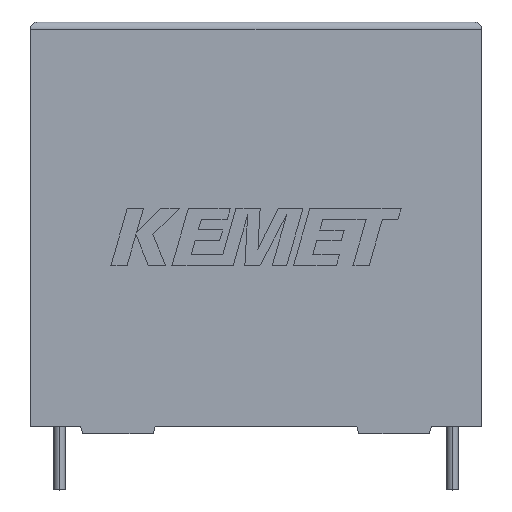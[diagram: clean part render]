
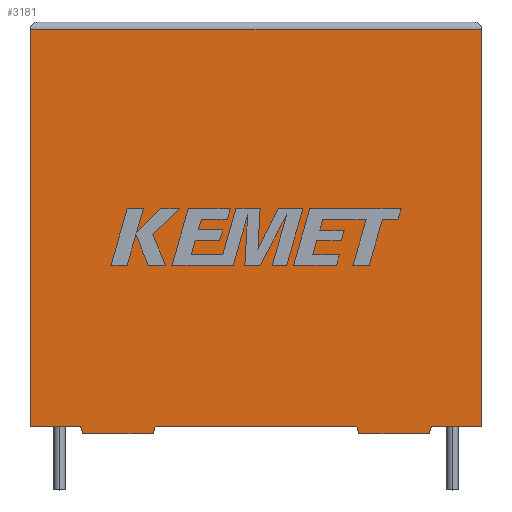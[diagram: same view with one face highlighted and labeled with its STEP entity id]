
A CAD part, top view. The second image highlights one B-rep face of the part: STEP entity #3181.
In plain terms, the highlighted planar face has unit normal (0, 0, 1).
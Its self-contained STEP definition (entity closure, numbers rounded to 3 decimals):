
#21 = VERTEX_POINT ( 'NONE', #1041 ) ;
#93 = DIRECTION ( 'NONE',  ( 1., 0., 0. ) ) ;
#119 = EDGE_CURVE ( 'NONE', #21, #736, #324, .T. ) ;
#157 = LINE ( 'NONE', #2310, #295 ) ;
#184 = CARTESIAN_POINT ( 'NONE',  ( 0., 0., 19.3 ) ) ;
#188 = VECTOR ( 'NONE', #1982, 1000. ) ;
#211 = DIRECTION ( 'NONE',  ( 0.287, 0.958, 0. ) ) ;
#295 = VECTOR ( 'NONE', #1274, 1000. ) ;
#299 = ORIENTED_EDGE ( 'NONE', *, *, #2957, .T. ) ;
#324 = LINE ( 'NONE', #3145, #919 ) ;
#338 = CARTESIAN_POINT ( 'NONE',  ( 32., 0., 19.3 ) ) ;
#355 = VECTOR ( 'NONE', #803, 1000. ) ;
#383 = DIRECTION ( 'NONE',  ( 0., 0., -1. ) ) ;
#406 = VERTEX_POINT ( 'NONE', #2510 ) ;
#490 = VERTEX_POINT ( 'NONE', #523 ) ;
#523 = CARTESIAN_POINT ( 'NONE',  ( 23.3, -0.5, 19.3 ) ) ;
#553 = CARTESIAN_POINT ( 'NONE',  ( 0., 28.2, 19.3 ) ) ;
#659 = CARTESIAN_POINT ( 'NONE',  ( 23.3, -0.5, 19.3 ) ) ;
#721 = CARTESIAN_POINT ( 'NONE',  ( 0., 0., 19.3 ) ) ;
#736 = VERTEX_POINT ( 'NONE', #2878 ) ;
#739 = LINE ( 'NONE', #659, #1657 ) ;
#776 = ORIENTED_EDGE ( 'NONE', *, *, #1384, .T. ) ;
#792 = EDGE_CURVE ( 'NONE', #1458, #2370, #1246, .T. ) ;
#803 = DIRECTION ( 'NONE',  ( -1., 0., 0. ) ) ;
#879 = LINE ( 'NONE', #2383, #2140 ) ;
#880 = EDGE_CURVE ( 'NONE', #2688, #1239, #1105, .T. ) ;
#919 = VECTOR ( 'NONE', #1363, 1000. ) ;
#946 = LINE ( 'NONE', #2750, #1689 ) ;
#970 = EDGE_CURVE ( 'NONE', #1630, #2688, #1150, .T. ) ;
#1021 = EDGE_CURVE ( 'NONE', #490, #406, #739, .T. ) ;
#1041 = CARTESIAN_POINT ( 'NONE',  ( 3.7, -0.5, 19.3 ) ) ;
#1077 = CARTESIAN_POINT ( 'NONE',  ( 28.3, -0.5, 19.3 ) ) ;
#1105 = LINE ( 'NONE', #2054, #1533 ) ;
#1124 = DIRECTION ( 'NONE',  ( -0.287, 0.958, 0. ) ) ;
#1150 = LINE ( 'NONE', #184, #1332 ) ;
#1181 = CARTESIAN_POINT ( 'NONE',  ( 28.45, 0., 19.3 ) ) ;
#1239 = VERTEX_POINT ( 'NONE', #2760 ) ;
#1243 = DIRECTION ( 'NONE',  ( 0.287, -0.958, 0. ) ) ;
#1246 = LINE ( 'NONE', #1181, #3045 ) ;
#1274 = DIRECTION ( 'NONE',  ( -1., 0., 0. ) ) ;
#1296 = ORIENTED_EDGE ( 'NONE', *, *, #1352, .F. ) ;
#1332 = VECTOR ( 'NONE', #2418, 1000. ) ;
#1352 = EDGE_CURVE ( 'NONE', #2370, #490, #157, .T. ) ;
#1363 = DIRECTION ( 'NONE',  ( 1., 0., 0. ) ) ;
#1384 = EDGE_CURVE ( 'NONE', #1239, #21, #1478, .T. ) ;
#1416 = ORIENTED_EDGE ( 'NONE', *, *, #880, .T. ) ;
#1430 = LINE ( 'NONE', #721, #188 ) ;
#1458 = VERTEX_POINT ( 'NONE', #2307 ) ;
#1461 = ORIENTED_EDGE ( 'NONE', *, *, #1021, .F. ) ;
#1467 = ORIENTED_EDGE ( 'NONE', *, *, #2069, .T. ) ;
#1478 = LINE ( 'NONE', #2031, #3251 ) ;
#1533 = VECTOR ( 'NONE', #93, 1000. ) ;
#1630 = VERTEX_POINT ( 'NONE', #1863 ) ;
#1643 = DIRECTION ( 'NONE',  ( -1., 0., 0. ) ) ;
#1657 = VECTOR ( 'NONE', #1124, 1000. ) ;
#1689 = VECTOR ( 'NONE', #1729, 1000. ) ;
#1729 = DIRECTION ( 'NONE',  ( 1., 0., 0. ) ) ;
#1785 = ORIENTED_EDGE ( 'NONE', *, *, #970, .T. ) ;
#1843 = LINE ( 'NONE', #553, #355 ) ;
#1863 = CARTESIAN_POINT ( 'NONE',  ( 0., 28.2, 19.3 ) ) ;
#1866 = PLANE ( 'NONE',  #2231 ) ;
#1896 = EDGE_CURVE ( 'NONE', #3031, #2058, #3017, .T. ) ;
#1915 = EDGE_CURVE ( 'NONE', #736, #3139, #879, .T. ) ;
#1982 = DIRECTION ( 'NONE',  ( 1., 0., 0. ) ) ;
#2031 = CARTESIAN_POINT ( 'NONE',  ( 3.55, 0., 19.3 ) ) ;
#2054 = CARTESIAN_POINT ( 'NONE',  ( 0., 0., 19.3 ) ) ;
#2058 = VERTEX_POINT ( 'NONE', #2229 ) ;
#2069 = EDGE_CURVE ( 'NONE', #3139, #406, #1430, .T. ) ;
#2140 = VECTOR ( 'NONE', #211, 1000. ) ;
#2144 = CARTESIAN_POINT ( 'NONE',  ( 0., 0., 19.3 ) ) ;
#2206 = ORIENTED_EDGE ( 'NONE', *, *, #2793, .T. ) ;
#2229 = CARTESIAN_POINT ( 'NONE',  ( 32., 28.2, 19.3 ) ) ;
#2231 = AXIS2_PLACEMENT_3D ( 'NONE', #2144, #383, #1643 ) ;
#2234 = CARTESIAN_POINT ( 'NONE',  ( 0., 0., 19.3 ) ) ;
#2307 = CARTESIAN_POINT ( 'NONE',  ( 28.45, 0., 19.3 ) ) ;
#2310 = CARTESIAN_POINT ( 'NONE',  ( 28.3, -0.5, 19.3 ) ) ;
#2370 = VERTEX_POINT ( 'NONE', #1077 ) ;
#2374 = ORIENTED_EDGE ( 'NONE', *, *, #1896, .T. ) ;
#2383 = CARTESIAN_POINT ( 'NONE',  ( 8.7, -0.5, 19.3 ) ) ;
#2387 = CARTESIAN_POINT ( 'NONE',  ( 8.85, 0., 19.3 ) ) ;
#2418 = DIRECTION ( 'NONE',  ( 0., -1., 0. ) ) ;
#2462 = CARTESIAN_POINT ( 'NONE',  ( 32., 0., 19.3 ) ) ;
#2492 = VECTOR ( 'NONE', #2662, 1000. ) ;
#2510 = CARTESIAN_POINT ( 'NONE',  ( 23.15, 0., 19.3 ) ) ;
#2589 = ORIENTED_EDGE ( 'NONE', *, *, #1915, .T. ) ;
#2662 = DIRECTION ( 'NONE',  ( 0., 1., 0. ) ) ;
#2688 = VERTEX_POINT ( 'NONE', #2234 ) ;
#2747 = FACE_OUTER_BOUND ( 'NONE', #3161, .T. ) ;
#2750 = CARTESIAN_POINT ( 'NONE',  ( 0., 0., 19.3 ) ) ;
#2760 = CARTESIAN_POINT ( 'NONE',  ( 3.55, 0., 19.3 ) ) ;
#2793 = EDGE_CURVE ( 'NONE', #1458, #3031, #946, .T. ) ;
#2878 = CARTESIAN_POINT ( 'NONE',  ( 8.7, -0.5, 19.3 ) ) ;
#2938 = DIRECTION ( 'NONE',  ( -0.287, -0.958, 0. ) ) ;
#2957 = EDGE_CURVE ( 'NONE', #2058, #1630, #1843, .T. ) ;
#2975 = ORIENTED_EDGE ( 'NONE', *, *, #119, .T. ) ;
#3017 = LINE ( 'NONE', #2462, #2492 ) ;
#3026 = ORIENTED_EDGE ( 'NONE', *, *, #792, .F. ) ;
#3031 = VERTEX_POINT ( 'NONE', #338 ) ;
#3045 = VECTOR ( 'NONE', #2938, 1000. ) ;
#3139 = VERTEX_POINT ( 'NONE', #2387 ) ;
#3145 = CARTESIAN_POINT ( 'NONE',  ( 3.7, -0.5, 19.3 ) ) ;
#3161 = EDGE_LOOP ( 'NONE', ( #2374, #299, #1785, #1416, #776, #2975, #2589, #1467, #1461, #1296, #3026, #2206 ) ) ;
#3181 = ADVANCED_FACE ( 'NONE', ( #2747 ), #1866, .F. ) ;
#3251 = VECTOR ( 'NONE', #1243, 1000. ) ;
